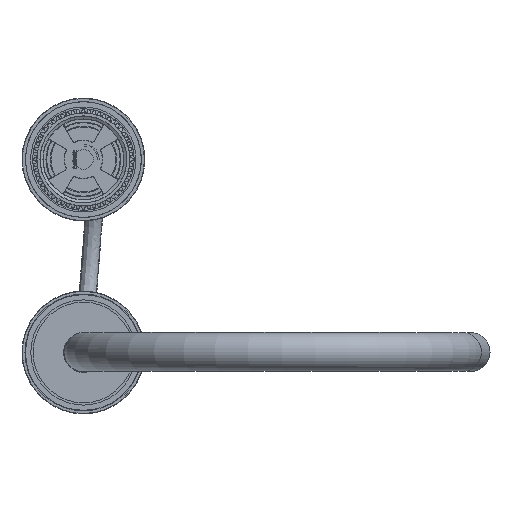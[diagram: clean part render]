
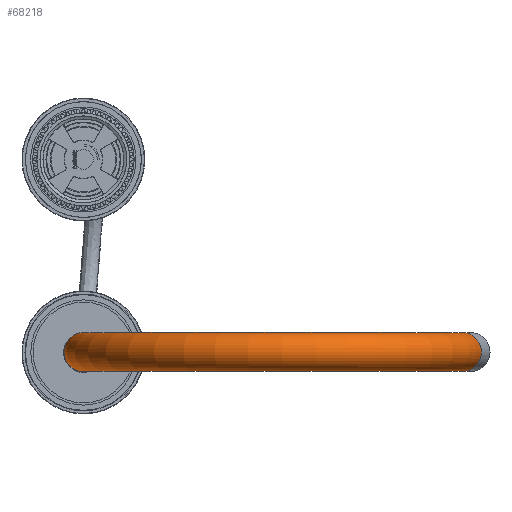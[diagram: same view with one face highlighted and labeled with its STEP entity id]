
A CAD part, top view. The second image highlights one B-rep face of the part: STEP entity #68218.
In plain terms, the highlighted toroidal (fillet/blend) face has major radius 110 mm and minor radius 11 mm.
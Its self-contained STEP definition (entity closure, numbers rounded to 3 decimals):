
#1320=TOROIDAL_SURFACE('',#73874,110.,11.);
#19517=ORIENTED_EDGE('',*,*,#26921,.F.);
#19518=ORIENTED_EDGE('',*,*,#26922,.T.);
#26921=EDGE_CURVE('',#31390,#31390,#34612,.T.);
#26922=EDGE_CURVE('',#31391,#31391,#34613,.T.);
#31390=VERTEX_POINT('',#119419);
#31391=VERTEX_POINT('',#119422);
#34612=CIRCLE('',#73873,11.);
#34613=CIRCLE('',#73875,11.);
#38388=EDGE_LOOP('',(#19517));
#38389=EDGE_LOOP('',(#19518));
#42637=FACE_BOUND('',#38388,.T.);
#42638=FACE_BOUND('',#38389,.T.);
#68218=ADVANCED_FACE('',(#42637,#42638),#1320,.T.);
#73873=AXIS2_PLACEMENT_3D('',#119418,#85658,#85659);
#73874=AXIS2_PLACEMENT_3D('',#119420,#85660,#85661);
#73875=AXIS2_PLACEMENT_3D('',#119421,#85662,#85663);
#85658=DIRECTION('',(0.259,-0.966,0.));
#85659=DIRECTION('',(0.,0.,1.));
#85660=DIRECTION('',(0.,0.,-1.));
#85661=DIRECTION('',(-1.,0.,0.));
#85662=DIRECTION('',(0.,1.,0.));
#85663=DIRECTION('',(0.,0.,1.));
#119418=CARTESIAN_POINT('',(216.252,164.87,0.));
#119419=CARTESIAN_POINT('',(216.252,164.87,11.));
#119420=CARTESIAN_POINT('',(110.,136.4,0.));
#119421=CARTESIAN_POINT('',(0.,136.4,0.));
#119422=CARTESIAN_POINT('',(0.,136.4,11.));
